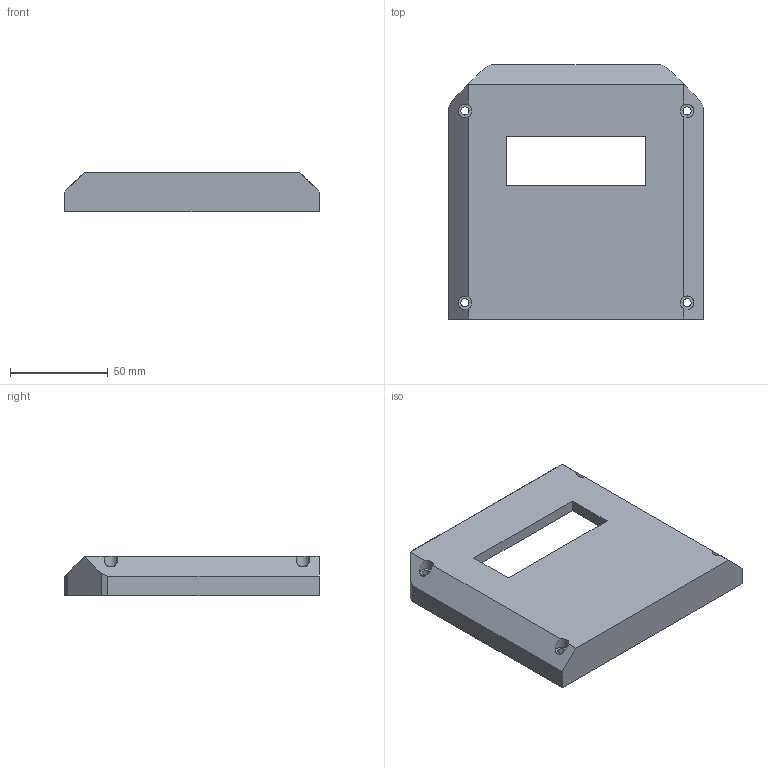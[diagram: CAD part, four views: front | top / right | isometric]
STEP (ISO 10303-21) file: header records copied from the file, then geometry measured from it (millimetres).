
FILE_DESCRIPTION(/* description */ (''),/* implementation_level */ '2;1');
FILE_NAME(/* name */ '5fcc5e56ebf62b14eaea08ad',/* time_stamp */ '2020-12-06T04:30:15+00:00',/* author */ (''),/* organization */ (''),/* preprocessor_version */ 'ST-DEVELOPER v16.7',/* originating_system */ $,/* authorisation */ $);
FILE_SCHEMA (('AUTOMOTIVE_DESIGN {1 0 10303 214 3 1 1}'));
Length unit declared in the file: metre
Products named in the file (1): Dispenser_case_front_cover v1
Bounding box: 130 x 130 x 20 mm (x, y, z)
Volume: 166414.8 mm3; surface area: 43071.2 mm2
Topology: 1 solids, 1 shells, 49 faces, 132 edges, 87 vertices
Faces by surface type: plane 37, cylinder 12
Full cylindrical faces by diameter (mm): 4.166 x4, 6.896 x4
Entity records: 1506 total; most frequent: CARTESIAN_POINT 253, DIRECTION 250, ORIENTED_EDGE 240, EDGE_CURVE 120, LINE 90, VECTOR 90, VERTEX_POINT 83, AXIS2_PLACEMENT_3D 80
